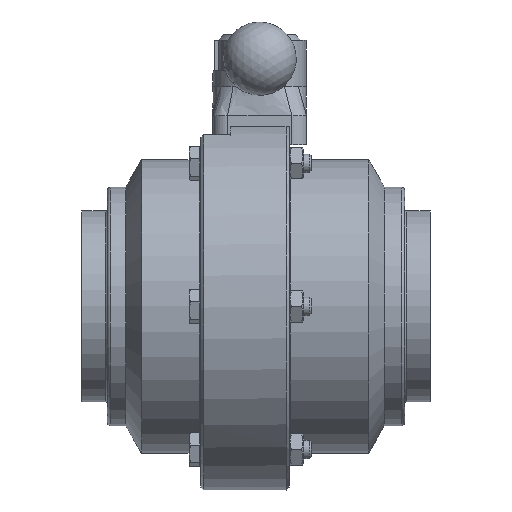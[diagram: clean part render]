
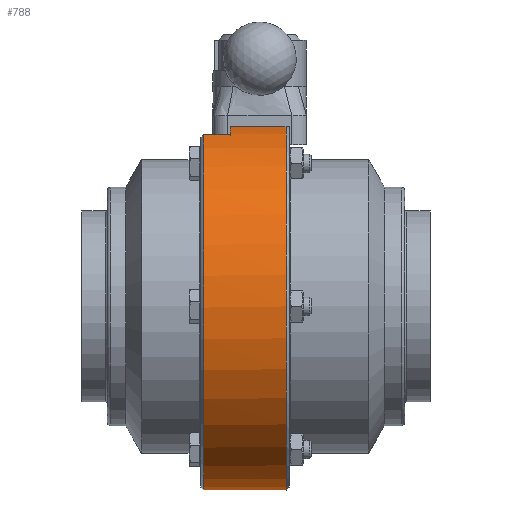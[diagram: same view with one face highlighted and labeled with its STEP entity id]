
A CAD part, front view. The second image highlights one B-rep face of the part: STEP entity #788.
In plain terms, the highlighted cylindrical face has radius 100 mm (diameter 200 mm), a full revolution.
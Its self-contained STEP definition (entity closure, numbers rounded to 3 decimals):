
#647=CARTESIAN_POINT('',(32.5,100.,0.0));
#648=VERTEX_POINT('',#647);
#649=CARTESIAN_POINT('',(32.5,0.0,0.0));
#650=DIRECTION('',(1.0,0.0,0.0));
#651=DIRECTION('',(0.0,1.0,0.0));
#652=AXIS2_PLACEMENT_3D('',#649,#650,#651);
#653=CIRCLE('',#652,100.);
#654=EDGE_CURVE('',#648,#648,#653,.T.);
#659=CARTESIAN_POINT('',(17.25,0.0,0.0));
#660=DIRECTION('',(1.0,0.0,0.0));
#661=DIRECTION('',(0.0,1.0,0.0));
#662=AXIS2_PLACEMENT_3D('',#659,#660,#661);
#663=CYLINDRICAL_SURFACE('',#662,100.0);
#664=ORIENTED_EDGE('',*,*,#654,.F.);
#665=EDGE_LOOP('',(#664));
#666=FACE_OUTER_BOUND('',#665,.T.);
#667=CARTESIAN_POINT('',(8.75,0.,100.0));
#668=VERTEX_POINT('',#667);
#669=CARTESIAN_POINT('',(27.25,0.,100.0));
#670=VERTEX_POINT('',#669);
#671=CARTESIAN_POINT('',(8.75,0.,100.0));
#672=CARTESIAN_POINT('',(8.75,1.162,100.0));
#673=CARTESIAN_POINT('',(8.982,2.401,99.978));
#674=CARTESIAN_POINT('',(9.927,4.68,99.897));
#675=CARTESIAN_POINT('',(10.638,5.72,99.84));
#676=CARTESIAN_POINT('',(12.28,7.362,99.732));
#677=CARTESIAN_POINT('',(13.32,8.073,99.675));
#678=CARTESIAN_POINT('',(15.599,9.018,99.594));
#679=CARTESIAN_POINT('',(16.838,9.25,99.571));
#680=CARTESIAN_POINT('',(19.162,9.25,99.571));
#681=CARTESIAN_POINT('',(20.401,9.018,99.594));
#682=CARTESIAN_POINT('',(22.68,8.073,99.675));
#683=CARTESIAN_POINT('',(23.72,7.362,99.732));
#684=CARTESIAN_POINT('',(25.362,5.72,99.84));
#685=CARTESIAN_POINT('',(26.073,4.68,99.897));
#686=CARTESIAN_POINT('',(27.018,2.401,99.978));
#687=CARTESIAN_POINT('',(27.25,1.162,100.0));
#688=CARTESIAN_POINT('',(27.25,0.,100.0));
#689=B_SPLINE_CURVE_WITH_KNOTS('',3,(#671,#672,#673,#674,#675,#676,#677,#678,#679,#680,#681,#682,#683,#684,#685,#686,#687,#688),.UNSPECIFIED.,.F.,.U.,(4,2,2,2,2,2,2,2,4),(1.395,1.743,2.092,2.441,2.789,3.138,3.486,3.835,4.184),.UNSPECIFIED.);
#690=EDGE_CURVE('',#668,#670,#689,.T.);
#691=ORIENTED_EDGE('',*,*,#690,.T.);
#692=CARTESIAN_POINT('',(27.25,0.,100.0));
#693=CARTESIAN_POINT('',(27.25,-1.162,100.0));
#694=CARTESIAN_POINT('',(27.018,-2.401,99.978));
#695=CARTESIAN_POINT('',(26.073,-4.68,99.897));
#696=CARTESIAN_POINT('',(25.362,-5.72,99.84));
#697=CARTESIAN_POINT('',(23.72,-7.362,99.732));
#698=CARTESIAN_POINT('',(22.68,-8.073,99.675));
#699=CARTESIAN_POINT('',(20.401,-9.018,99.594));
#700=CARTESIAN_POINT('',(19.162,-9.25,99.571));
#701=CARTESIAN_POINT('',(18.,-9.25,99.571));
#702=CARTESIAN_POINT('',(16.838,-9.25,99.571));
#703=CARTESIAN_POINT('',(15.599,-9.018,99.594));
#704=CARTESIAN_POINT('',(13.32,-8.073,99.675));
#705=CARTESIAN_POINT('',(12.28,-7.362,99.732));
#706=CARTESIAN_POINT('',(10.638,-5.72,99.84));
#707=CARTESIAN_POINT('',(9.927,-4.68,99.897));
#708=CARTESIAN_POINT('',(8.982,-2.401,99.978));
#709=CARTESIAN_POINT('',(8.75,-1.162,100.0));
#710=CARTESIAN_POINT('',(8.75,0.,100.0));
#711=B_SPLINE_CURVE_WITH_KNOTS('',3,(#692,#693,#694,#695,#696,#697,#698,#699,#700,#701,#702,#703,#704,#705,#706,#707,#708,#709,#710),.UNSPECIFIED.,.F.,.U.,(4,2,2,2,3,2,2,2,4),(4.184,4.532,4.881,5.23,5.578,5.927,6.276,6.624,6.973),.UNSPECIFIED.);
#712=EDGE_CURVE('',#670,#668,#711,.T.);
#713=ORIENTED_EDGE('',*,*,#712,.T.);
#714=EDGE_LOOP('',(#691,#713));
#715=FACE_BOUND('',#714,.T.);
#716=CARTESIAN_POINT('',(2.,35.0,93.675));
#717=VERTEX_POINT('',#716);
#718=CARTESIAN_POINT('',(2.,25.5,96.694));
#719=VERTEX_POINT('',#718);
#720=CARTESIAN_POINT('',(2.,0.0,0.0));
#721=DIRECTION('',(1.0,0.0,0.0));
#722=DIRECTION('',(0.0,1.0,0.0));
#723=AXIS2_PLACEMENT_3D('',#720,#721,#722);
#724=CIRCLE('',#723,100.0);
#725=EDGE_CURVE('',#717,#719,#724,.T.);
#726=ORIENTED_EDGE('',*,*,#725,.T.);
#727=CARTESIAN_POINT('',(2.,22.5,97.436));
#728=VERTEX_POINT('',#727);
#729=CARTESIAN_POINT('',(2.,0.0,0.0));
#730=DIRECTION('',(1.0,0.0,0.0));
#731=DIRECTION('',(0.0,1.0,0.0));
#732=AXIS2_PLACEMENT_3D('',#729,#730,#731);
#733=CIRCLE('',#732,100.0);
#734=EDGE_CURVE('',#719,#728,#733,.T.);
#735=ORIENTED_EDGE('',*,*,#734,.T.);
#736=CARTESIAN_POINT('',(2.,-22.5,97.436));
#737=VERTEX_POINT('',#736);
#738=CARTESIAN_POINT('',(2.,0.0,0.0));
#739=DIRECTION('',(1.0,0.0,0.0));
#740=DIRECTION('',(0.0,1.0,0.0));
#741=AXIS2_PLACEMENT_3D('',#738,#739,#740);
#742=CIRCLE('',#741,100.0);
#743=EDGE_CURVE('',#728,#737,#742,.T.);
#744=ORIENTED_EDGE('',*,*,#743,.T.);
#745=CARTESIAN_POINT('',(2.,-25.5,96.694));
#746=VERTEX_POINT('',#745);
#747=CARTESIAN_POINT('',(2.,0.0,0.0));
#748=DIRECTION('',(1.0,0.0,0.0));
#749=DIRECTION('',(0.0,1.0,0.0));
#750=AXIS2_PLACEMENT_3D('',#747,#748,#749);
#751=CIRCLE('',#750,100.0);
#752=EDGE_CURVE('',#737,#746,#751,.T.);
#753=ORIENTED_EDGE('',*,*,#752,.T.);
#754=CARTESIAN_POINT('',(2.,-35.0,93.675));
#755=VERTEX_POINT('',#754);
#756=CARTESIAN_POINT('',(2.,0.0,0.0));
#757=DIRECTION('',(1.0,0.0,0.0));
#758=DIRECTION('',(0.0,1.0,0.0));
#759=AXIS2_PLACEMENT_3D('',#756,#757,#758);
#760=CIRCLE('',#759,100.0);
#761=EDGE_CURVE('',#746,#755,#760,.T.);
#762=ORIENTED_EDGE('',*,*,#761,.T.);
#763=CARTESIAN_POINT('',(-12.5,-35.0,93.675));
#764=VERTEX_POINT('',#763);
#765=CARTESIAN_POINT('',(2.,-35.0,93.675));
#766=DIRECTION('',(-1.0,0.0,0.0));
#767=VECTOR('',#766,14.5);
#768=LINE('',#765,#767);
#769=EDGE_CURVE('',#755,#764,#768,.T.);
#770=ORIENTED_EDGE('',*,*,#769,.T.);
#771=CARTESIAN_POINT('',(-12.5,35.0,93.675));
#772=VERTEX_POINT('',#771);
#773=CARTESIAN_POINT('',(-12.5,0.0,0.0));
#774=DIRECTION('',(-1.0,0.0,0.0));
#775=DIRECTION('',(0.0,-1.0,0.0));
#776=AXIS2_PLACEMENT_3D('',#773,#774,#775);
#777=CIRCLE('',#776,100.0);
#778=EDGE_CURVE('',#772,#764,#777,.T.);
#779=ORIENTED_EDGE('',*,*,#778,.F.);
#780=CARTESIAN_POINT('',(-12.5,35.0,93.675));
#781=DIRECTION('',(1.0,0.0,0.0));
#782=VECTOR('',#781,14.5);
#783=LINE('',#780,#782);
#784=EDGE_CURVE('',#772,#717,#783,.T.);
#785=ORIENTED_EDGE('',*,*,#784,.T.);
#786=EDGE_LOOP('',(#726,#735,#744,#753,#762,#770,#779,#785));
#787=FACE_BOUND('',#786,.T.);
#788=ADVANCED_FACE('',(#666,#715,#787),#663,.T.);
